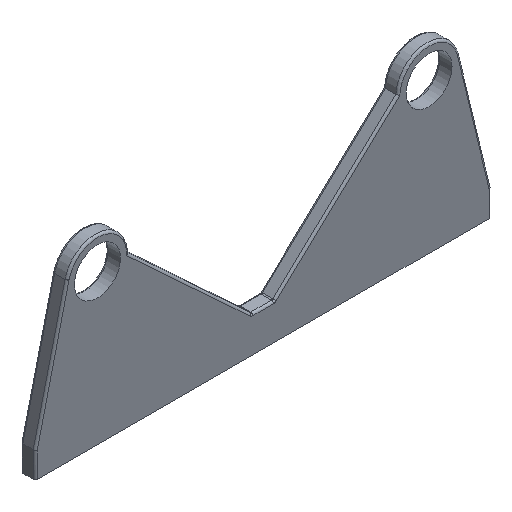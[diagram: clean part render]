
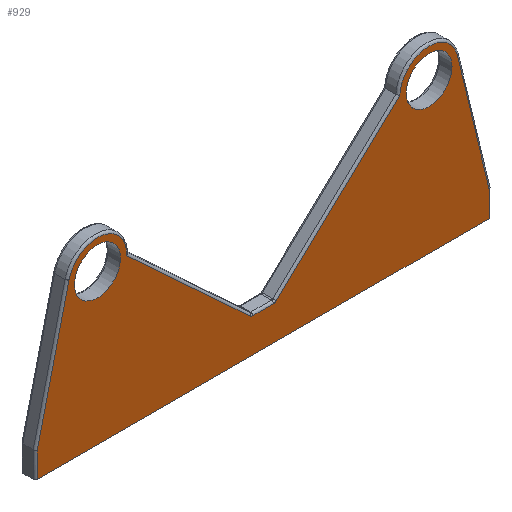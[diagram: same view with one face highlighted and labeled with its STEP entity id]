
A CAD part, isometric view. The second image highlights one B-rep face of the part: STEP entity #929.
In plain terms, the highlighted planar face has unit normal (0, -1, 0).
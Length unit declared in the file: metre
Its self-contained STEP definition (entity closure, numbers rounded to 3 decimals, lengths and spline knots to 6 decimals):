
#63=CIRCLE('',#1009,0.0111);
#67=CIRCLE('',#1015,0.0111);
#68=CIRCLE('',#1017,0.0141);
#69=CIRCLE('',#1018,0.002);
#70=CIRCLE('',#1019,0.002);
#71=CIRCLE('',#1020,0.0141);
#174=ORIENTED_EDGE('',*,*,#435,.T.);
#175=ORIENTED_EDGE('',*,*,#436,.T.);
#176=ORIENTED_EDGE('',*,*,#374,.T.);
#177=ORIENTED_EDGE('',*,*,#437,.T.);
#178=ORIENTED_EDGE('',*,*,#438,.T.);
#179=ORIENTED_EDGE('',*,*,#439,.T.);
#180=ORIENTED_EDGE('',*,*,#440,.T.);
#181=ORIENTED_EDGE('',*,*,#441,.F.);
#182=ORIENTED_EDGE('',*,*,#442,.T.);
#183=ORIENTED_EDGE('',*,*,#443,.F.);
#184=ORIENTED_EDGE('',*,*,#444,.T.);
#185=ORIENTED_EDGE('',*,*,#445,.T.);
#186=ORIENTED_EDGE('',*,*,#430,.F.);
#187=ORIENTED_EDGE('',*,*,#434,.F.);
#374=EDGE_CURVE('',#511,#510,#594,.T.);
#430=EDGE_CURVE('',#557,#557,#63,.T.);
#434=EDGE_CURVE('',#559,#559,#67,.T.);
#435=EDGE_CURVE('',#560,#561,#639,.F.);
#436=EDGE_CURVE('',#561,#511,#640,.F.);
#437=EDGE_CURVE('',#510,#562,#641,.T.);
#438=EDGE_CURVE('',#562,#563,#642,.T.);
#439=EDGE_CURVE('',#563,#564,#68,.T.);
#440=EDGE_CURVE('',#564,#565,#643,.F.);
#441=EDGE_CURVE('',#566,#565,#69,.T.);
#442=EDGE_CURVE('',#566,#567,#644,.F.);
#443=EDGE_CURVE('',#568,#567,#70,.T.);
#444=EDGE_CURVE('',#568,#569,#645,.F.);
#445=EDGE_CURVE('',#569,#560,#71,.T.);
#510=VERTEX_POINT('',#1401);
#511=VERTEX_POINT('',#1403);
#557=VERTEX_POINT('',#1515);
#559=VERTEX_POINT('',#1523);
#560=VERTEX_POINT('',#1526);
#561=VERTEX_POINT('',#1527);
#562=VERTEX_POINT('',#1530);
#563=VERTEX_POINT('',#1532);
#564=VERTEX_POINT('',#1534);
#565=VERTEX_POINT('',#1536);
#566=VERTEX_POINT('',#1538);
#567=VERTEX_POINT('',#1540);
#568=VERTEX_POINT('',#1542);
#569=VERTEX_POINT('',#1544);
#594=LINE('',#1402,#684);
#639=LINE('',#1525,#729);
#640=LINE('',#1528,#730);
#641=LINE('',#1529,#731);
#642=LINE('',#1531,#732);
#643=LINE('',#1535,#733);
#644=LINE('',#1539,#734);
#645=LINE('',#1543,#735);
#684=VECTOR('',#1103,1.);
#729=VECTOR('',#1206,1.);
#730=VECTOR('',#1207,1.);
#731=VECTOR('',#1208,1.);
#732=VECTOR('',#1209,1.);
#733=VECTOR('',#1212,1.);
#734=VECTOR('',#1215,1.);
#735=VECTOR('',#1218,1.);
#779=EDGE_LOOP('',(#174,#175,#176,#177,#178,#179,#180,#181,#182,#183,#184,
#185));
#780=EDGE_LOOP('',(#186));
#781=EDGE_LOOP('',(#187));
#843=FACE_BOUND('',#779,.T.);
#844=FACE_BOUND('',#780,.T.);
#845=FACE_BOUND('',#781,.T.);
#899=PLANE('',#1016);
#929=ADVANCED_FACE('',(#843,#844,#845),#899,.T.);
#1009=AXIS2_PLACEMENT_3D('',#1514,#1190,#1191);
#1015=AXIS2_PLACEMENT_3D('',#1522,#1202,#1203);
#1016=AXIS2_PLACEMENT_3D('',#1524,#1204,#1205);
#1017=AXIS2_PLACEMENT_3D('',#1533,#1210,#1211);
#1018=AXIS2_PLACEMENT_3D('',#1537,#1213,#1214);
#1019=AXIS2_PLACEMENT_3D('',#1541,#1216,#1217);
#1020=AXIS2_PLACEMENT_3D('',#1545,#1219,#1220);
#1103=DIRECTION('',(1.,0.,0.));
#1190=DIRECTION('',(0.,-1.,0.));
#1191=DIRECTION('',(0.,0.,-1.));
#1202=DIRECTION('',(0.,-1.,0.));
#1203=DIRECTION('',(0.,0.,-1.));
#1204=DIRECTION('',(0.,-1.,0.));
#1205=DIRECTION('',(1.,0.,0.));
#1206=DIRECTION('',(0.234,0.,0.972));
#1207=DIRECTION('',(0.,0.,1.));
#1208=DIRECTION('',(0.,0.,1.));
#1209=DIRECTION('',(-0.234,0.,0.972));
#1210=DIRECTION('',(0.,-1.,0.));
#1211=DIRECTION('',(0.,0.,-1.));
#1212=DIRECTION('',(0.728,0.,0.685));
#1213=DIRECTION('',(0.,-1.,0.));
#1214=DIRECTION('',(0.,0.,-1.));
#1215=DIRECTION('',(1.,0.,0.));
#1216=DIRECTION('',(0.,-1.,0.));
#1217=DIRECTION('',(0.,0.,-1.));
#1218=DIRECTION('',(0.734,0.,-0.679));
#1219=DIRECTION('',(0.,-1.,0.));
#1220=DIRECTION('',(0.,0.,-1.));
#1401=CARTESIAN_POINT('',(0.131156,-0.094,-0.084449));
#1402=CARTESIAN_POINT('',(0.022156,-0.094,-0.084449));
#1403=CARTESIAN_POINT('',(-0.086844,-0.094,-0.084449));
#1514=CARTESIAN_POINT('',(0.102156,-0.094,-0.012047));
#1515=CARTESIAN_POINT('',(0.102156,-0.094,-0.023147));
#1522=CARTESIAN_POINT('',(-0.057844,-0.094,-0.012047));
#1523=CARTESIAN_POINT('',(-0.057844,-0.094,-0.023147));
#1524=CARTESIAN_POINT('',(0.022156,-0.094,-0.040698));
#1525=CARTESIAN_POINT('',(-0.086872,-0.094,-0.072282));
#1526=CARTESIAN_POINT('',(-0.071552,-0.094,-0.008742));
#1527=CARTESIAN_POINT('',(-0.086844,-0.094,-0.072166));
#1528=CARTESIAN_POINT('',(-0.086844,-0.094,-0.084449));
#1529=CARTESIAN_POINT('',(0.131156,-0.094,-0.040698));
#1530=CARTESIAN_POINT('',(0.131156,-0.094,-0.072166));
#1531=CARTESIAN_POINT('',(0.117996,-0.094,-0.017589));
#1532=CARTESIAN_POINT('',(0.115863,-0.094,-0.008742));
#1533=CARTESIAN_POINT('',(0.102156,-0.094,-0.012047));
#1534=CARTESIAN_POINT('',(0.088069,-0.094,-0.01143));
#1535=CARTESIAN_POINT('',(0.028157,-0.094,-0.067776));
#1536=CARTESIAN_POINT('',(0.028446,-0.094,-0.067504));
#1537=CARTESIAN_POINT('',(0.027076,-0.094,-0.066047));
#1538=CARTESIAN_POINT('',(0.027076,-0.094,-0.068047));
#1539=CARTESIAN_POINT('',(0.016747,-0.094,-0.068047));
#1540=CARTESIAN_POINT('',(0.017139,-0.094,-0.068047));
#1541=CARTESIAN_POINT('',(0.017139,-0.094,-0.066047));
#1542=CARTESIAN_POINT('',(0.015781,-0.094,-0.067516));
#1543=CARTESIAN_POINT('',(-0.043423,-0.094,-0.012782));
#1544=CARTESIAN_POINT('',(-0.043751,-0.094,-0.012479));
#1545=CARTESIAN_POINT('',(-0.057844,-0.094,-0.012047));
